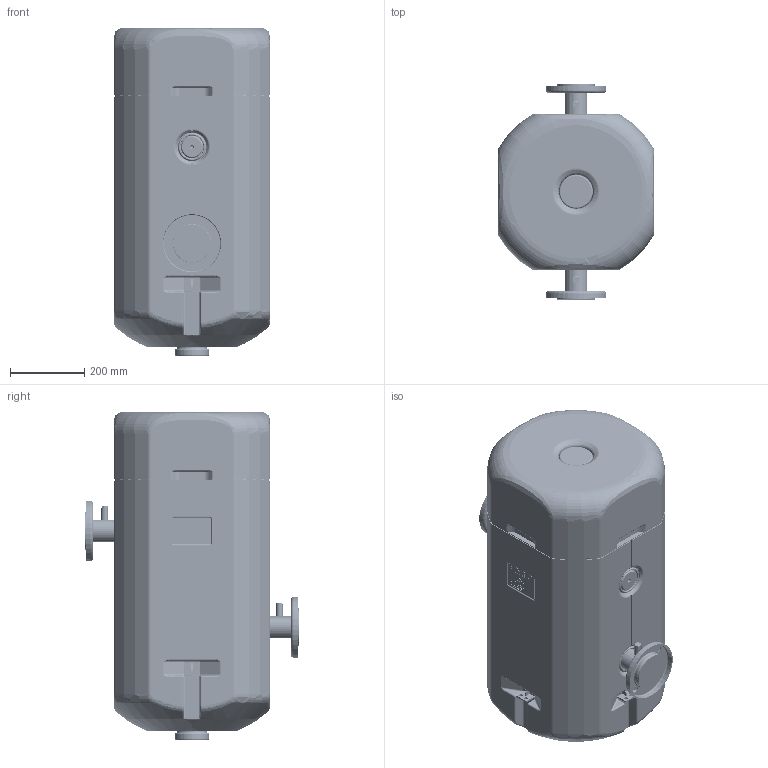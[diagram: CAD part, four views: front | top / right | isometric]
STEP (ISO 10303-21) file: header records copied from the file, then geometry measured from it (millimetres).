
FILE_DESCRIPTION(('CATIA V5 STEP Exchange','CAx-IF Rec.Pracs.--- Model Styling and Organization---1.5--- 2016-08-15','CAx-IF Rec.Pracs.---Supplemental Geometry---1.0---2011-11-01','CAx-IF Rec.Pracs.--- Composite Materials ---3.4---2017-06-13','CAx-IF Rec.Pracs.---Tessellated 3D Geometry---1.0---2015-12-17'),'2;1');
FILE_NAME('STEP_579055_-_TST.stp','2026-04-13T14:06:34+00:00',('none'),('none'),'CATIA Version 5-6 Release 2020 SP5','CATIA V5 STEP AP242 v2','none');
FILE_SCHEMA(('AP242_MANAGED_MODEL_BASED_3D_ENGINEERING_MIM_LF {1 0 10303 442 1 1 4}'));
Products named in the file (1): 579055 - TST
Bounding box: 421.1 x 580 x 887 mm (x, y, z)
Volume: 121110558.4 mm3; surface area: 5001930.9 mm2
Topology: 60 solids, 63 shells, 7286 faces, 18197 edges, 11159 vertices
Faces by surface type: plane 2391, cylinder 1299, bspline 1163, extrusion 990, torus 850, cone 519, sphere 74
Entity records: 289162 total; most frequent: CARTESIAN_POINT 137941, ORIENTED_EDGE 35954, DIRECTION 18706, EDGE_CURVE 17977, VERTEX_POINT 11159, B_SPLINE_CURVE_WITH_KNOTS 7943, EDGE_LOOP 7794, VECTOR 7727
